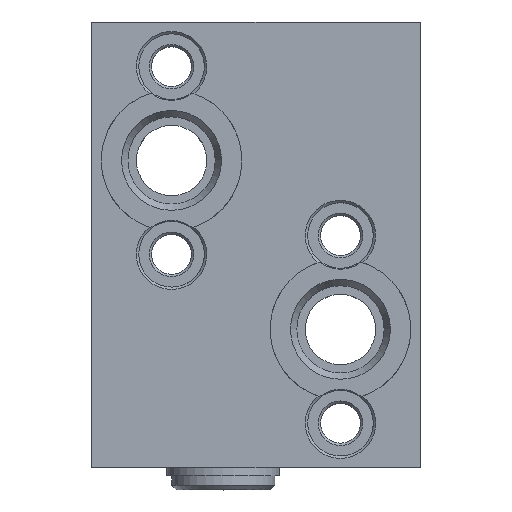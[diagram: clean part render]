
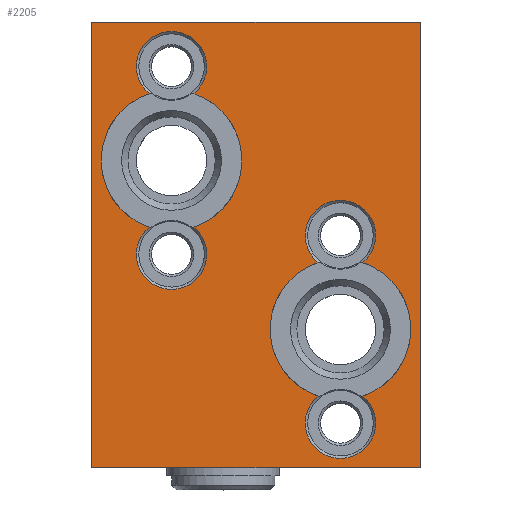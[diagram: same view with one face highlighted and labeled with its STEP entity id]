
A CAD part, top view. The second image highlights one B-rep face of the part: STEP entity #2205.
In plain terms, the highlighted planar face has unit normal (0, 0, 1).
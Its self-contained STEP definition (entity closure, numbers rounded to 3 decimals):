
#62=LINE('',#3306,#97);
#63=LINE('',#3309,#98);
#64=LINE('',#3311,#99);
#65=LINE('',#3313,#100);
#97=VECTOR('',#2829,1000.);
#98=VECTOR('',#2830,1000.);
#99=VECTOR('',#2831,1000.);
#100=VECTOR('',#2832,1000.);
#208=PLANE('',#2410);
#446=ORIENTED_EDGE('',*,*,#668,.T.);
#447=ORIENTED_EDGE('',*,*,#618,.T.);
#448=ORIENTED_EDGE('',*,*,#655,.T.);
#449=ORIENTED_EDGE('',*,*,#611,.T.);
#450=ORIENTED_EDGE('',*,*,#669,.T.);
#451=ORIENTED_EDGE('',*,*,#594,.T.);
#452=ORIENTED_EDGE('',*,*,#658,.T.);
#453=ORIENTED_EDGE('',*,*,#589,.T.);
#454=ORIENTED_EDGE('',*,*,#670,.F.);
#455=ORIENTED_EDGE('',*,*,#671,.F.);
#456=ORIENTED_EDGE('',*,*,#672,.F.);
#457=ORIENTED_EDGE('',*,*,#673,.F.);
#589=EDGE_CURVE('',#732,#730,#851,.T.);
#594=EDGE_CURVE('',#737,#735,#854,.T.);
#611=EDGE_CURVE('',#754,#752,#869,.T.);
#618=EDGE_CURVE('',#761,#759,#874,.T.);
#655=EDGE_CURVE('',#759,#754,#908,.T.);
#658=EDGE_CURVE('',#735,#732,#911,.T.);
#668=EDGE_CURVE('',#752,#761,#914,.T.);
#669=EDGE_CURVE('',#730,#737,#915,.T.);
#670=EDGE_CURVE('',#803,#804,#62,.T.);
#671=EDGE_CURVE('',#805,#803,#63,.T.);
#672=EDGE_CURVE('',#806,#805,#64,.T.);
#673=EDGE_CURVE('',#804,#806,#65,.T.);
#730=VERTEX_POINT('',#3081);
#732=VERTEX_POINT('',#3084);
#735=VERTEX_POINT('',#3098);
#737=VERTEX_POINT('',#3101);
#752=VERTEX_POINT('',#3145);
#754=VERTEX_POINT('',#3148);
#759=VERTEX_POINT('',#3167);
#761=VERTEX_POINT('',#3170);
#803=VERTEX_POINT('',#3307);
#804=VERTEX_POINT('',#3308);
#805=VERTEX_POINT('',#3310);
#806=VERTEX_POINT('',#3312);
#851=CIRCLE('',#2298,7.5);
#854=CIRCLE('',#2302,7.5);
#869=CIRCLE('',#2324,7.5);
#874=CIRCLE('',#2331,7.5);
#908=CIRCLE('',#2400,15.);
#911=CIRCLE('',#2405,15.);
#914=CIRCLE('',#2411,15.);
#915=CIRCLE('',#2412,15.);
#1074=EDGE_LOOP('',(#446,#447,#448,#449));
#1075=EDGE_LOOP('',(#450,#451,#452,#453));
#1076=EDGE_LOOP('',(#454,#455,#456,#457));
#1275=FACE_BOUND('',#1074,.T.);
#1276=FACE_BOUND('',#1075,.T.);
#1277=FACE_BOUND('',#1076,.T.);
#2205=ADVANCED_FACE('',(#1275,#1276,#1277),#208,.F.);
#2298=AXIS2_PLACEMENT_3D('',#3083,#2590,#2591);
#2302=AXIS2_PLACEMENT_3D('',#3100,#2598,#2599);
#2324=AXIS2_PLACEMENT_3D('',#3147,#2642,#2643);
#2331=AXIS2_PLACEMENT_3D('',#3169,#2656,#2657);
#2400=AXIS2_PLACEMENT_3D('',#3281,#2796,#2797);
#2405=AXIS2_PLACEMENT_3D('',#3286,#2806,#2807);
#2410=AXIS2_PLACEMENT_3D('',#3303,#2823,#2824);
#2411=AXIS2_PLACEMENT_3D('',#3304,#2825,#2826);
#2412=AXIS2_PLACEMENT_3D('',#3305,#2827,#2828);
#2590=DIRECTION('',(0.,0.,-1.));
#2591=DIRECTION('',(-1.,0.,0.));
#2598=DIRECTION('',(0.,0.,-1.));
#2599=DIRECTION('',(-1.,0.,0.));
#2642=DIRECTION('',(0.,0.,-1.));
#2643=DIRECTION('',(-1.,0.,0.));
#2656=DIRECTION('',(0.,0.,-1.));
#2657=DIRECTION('',(-1.,0.,0.));
#2796=DIRECTION('',(0.,0.,-1.));
#2797=DIRECTION('',(0.,-1.,0.));
#2806=DIRECTION('',(0.,0.,-1.));
#2807=DIRECTION('',(0.,-1.,0.));
#2823=DIRECTION('',(0.,0.,-1.));
#2824=DIRECTION('',(-1.,0.,0.));
#2825=DIRECTION('',(0.,0.,-1.));
#2826=DIRECTION('',(0.,-1.,0.));
#2827=DIRECTION('',(0.,0.,-1.));
#2828=DIRECTION('',(0.,-1.,0.));
#2829=DIRECTION('',(0.,-1.,0.));
#2830=DIRECTION('',(1.,0.,0.));
#2831=DIRECTION('',(0.,1.,0.));
#2832=DIRECTION('',(-1.,0.,0.));
#3081=CARTESIAN_POINT('',(-22.778,3.781,30.));
#3083=CARTESIAN_POINT('',(-18.,-2.,30.));
#3084=CARTESIAN_POINT('',(-13.222,3.781,30.));
#3098=CARTESIAN_POINT('',(-13.222,32.219,30.));
#3100=CARTESIAN_POINT('',(-18.,38.,30.));
#3101=CARTESIAN_POINT('',(-22.778,32.219,30.));
#3145=CARTESIAN_POINT('',(22.778,-3.781,30.));
#3147=CARTESIAN_POINT('',(18.,2.,30.));
#3148=CARTESIAN_POINT('',(13.222,-3.781,30.));
#3167=CARTESIAN_POINT('',(13.222,-32.219,30.));
#3169=CARTESIAN_POINT('',(18.,-38.,30.));
#3170=CARTESIAN_POINT('',(22.778,-32.219,30.));
#3281=CARTESIAN_POINT('',(18.,-18.,30.));
#3286=CARTESIAN_POINT('',(-18.,18.,30.));
#3303=CARTESIAN_POINT('',(0.,0.,30.));
#3304=CARTESIAN_POINT('',(18.,-18.,30.));
#3305=CARTESIAN_POINT('',(-18.,18.,30.));
#3306=CARTESIAN_POINT('',(35.,47.5,30.));
#3307=CARTESIAN_POINT('',(35.,47.5,30.));
#3308=CARTESIAN_POINT('',(35.,-47.5,30.));
#3309=CARTESIAN_POINT('',(-35.,47.5,30.));
#3310=CARTESIAN_POINT('',(-35.,47.5,30.));
#3311=CARTESIAN_POINT('',(-35.,-47.5,30.));
#3312=CARTESIAN_POINT('',(-35.,-47.5,30.));
#3313=CARTESIAN_POINT('',(35.,-47.5,30.));
